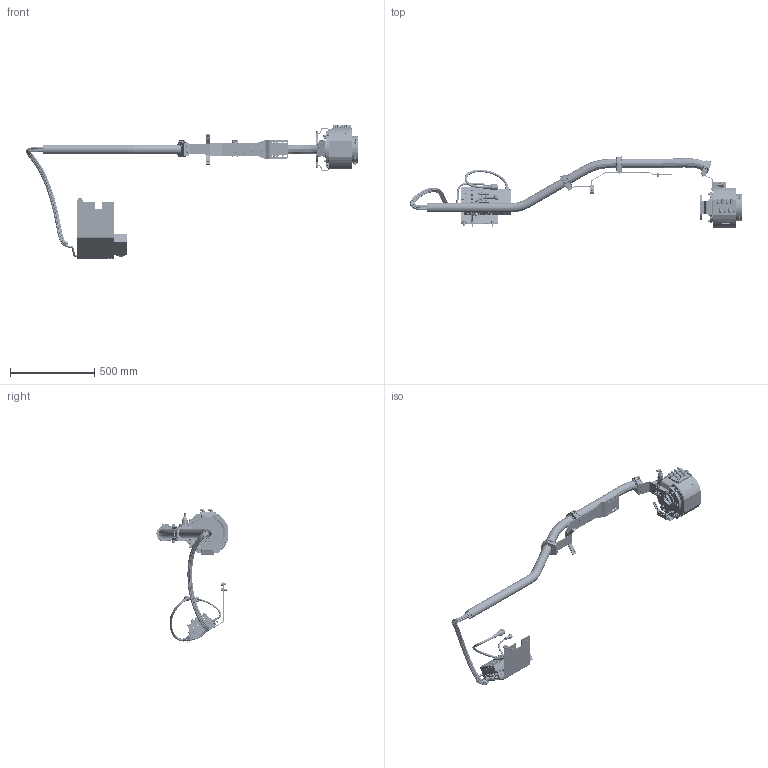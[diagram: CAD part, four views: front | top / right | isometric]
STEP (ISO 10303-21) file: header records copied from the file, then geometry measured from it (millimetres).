
FILE_DESCRIPTION (( 'STEP AP203' ), '1' );
FILE_NAME ('TS151-604.STEP', '2020-04-27T09:04:51', ( '' ), ( '' ), 'SwSTEP 2.0', 'SolidWorks 2019', '' );
FILE_SCHEMA (( 'CONFIG_CONTROL_DESIGN' ));
Products named in the file (1): TS151-604
Bounding box: 1972.83 x 422.38 x 800.34 mm (x, y, z)
Volume: 13719409.8 mm3; surface area: 2573778.9 mm2
Topology: 223 solids, 223 shells, 9554 faces, 23584 edges, 15263 vertices
Faces by surface type: plane 3904, cylinder 2910, bspline 1798, cone 586, torus 286, sphere 70
Entity records: 424857 total; most frequent: CARTESIAN_POINT 206308, ORIENTED_EDGE 46940, DIRECTION 41375, EDGE_CURVE 23470, VERTEX_POINT 15227, AXIS2_PLACEMENT_3D 14698, VECTOR 11979, LINE 11979
